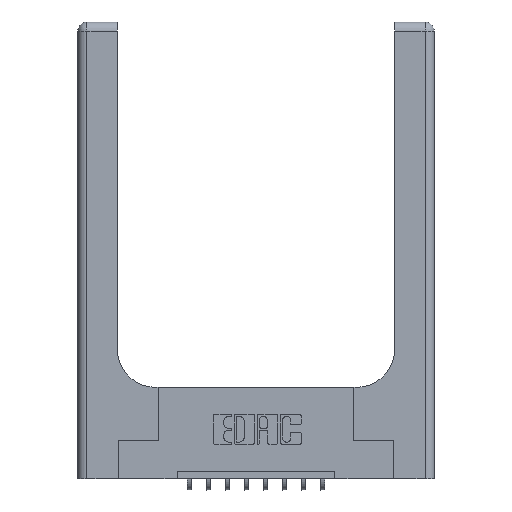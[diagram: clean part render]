
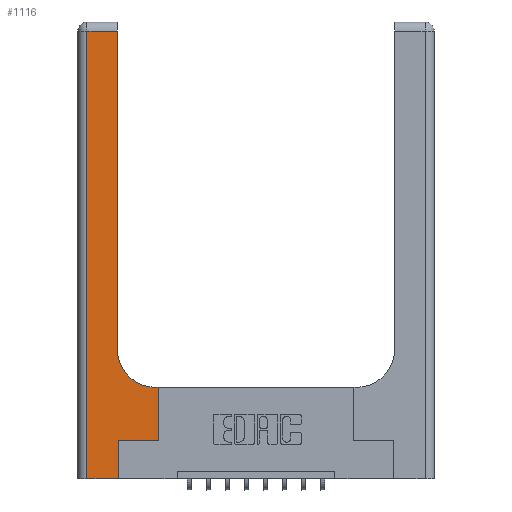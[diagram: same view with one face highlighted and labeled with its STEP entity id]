
A CAD part, top view. The second image highlights one B-rep face of the part: STEP entity #1116.
In plain terms, the highlighted planar face has unit normal (0, 0, 1).
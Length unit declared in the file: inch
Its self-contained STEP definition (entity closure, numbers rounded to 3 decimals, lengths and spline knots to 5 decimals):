
#153 = DIRECTION ( 'NONE',  ( 1., 0., 0. ) ) ;
#188 = CARTESIAN_POINT ( 'NONE',  ( 0.06, 0., 0.37 ) ) ;
#220 = VECTOR ( 'NONE', #8129, 39.37008 ) ;
#453 = DIRECTION ( 'NONE',  ( 1., 0., 0. ) ) ;
#585 = LINE ( 'NONE', #6948, #3624 ) ;
#680 = CARTESIAN_POINT ( 'NONE',  ( 0.265, 0., 0.37 ) ) ;
#799 = VERTEX_POINT ( 'NONE', #6493 ) ;
#1116 = ADVANCED_FACE ( 'NONE', ( #8588 ), #5937, .F. ) ;
#1433 = DIRECTION ( 'NONE',  ( 0., -1., 0. ) ) ;
#1708 = CARTESIAN_POINT ( 'NONE',  ( 0.51, 0.6, 0.37 ) ) ;
#1724 = EDGE_CURVE ( 'NONE', #7313, #6018, #10546, .T. ) ;
#1874 = VERTEX_POINT ( 'NONE', #3143 ) ;
#2230 = ORIENTED_EDGE ( 'NONE', *, *, #4579, .T. ) ;
#2320 = EDGE_CURVE ( 'NONE', #1874, #6753, #5677, .T. ) ;
#2453 = CARTESIAN_POINT ( 'NONE',  ( 0.06, 2.94, 0.37 ) ) ;
#2499 = CARTESIAN_POINT ( 'NONE',  ( 0., 3., 0.37 ) ) ;
#2588 = CARTESIAN_POINT ( 'NONE',  ( 0.06, 3., 0.37 ) ) ;
#2590 = ORIENTED_EDGE ( 'NONE', *, *, #2320, .T. ) ;
#2796 = VECTOR ( 'NONE', #12492, 39.37008 ) ;
#2938 = AXIS2_PLACEMENT_3D ( 'NONE', #2499, #13934, #7082 ) ;
#3143 = CARTESIAN_POINT ( 'NONE',  ( 0.265, 0.25, 0.37 ) ) ;
#3269 = EDGE_CURVE ( 'NONE', #6018, #3619, #11040, .T. ) ;
#3312 = ORIENTED_EDGE ( 'NONE', *, *, #7532, .T. ) ;
#3619 = VERTEX_POINT ( 'NONE', #2453 ) ;
#3624 = VECTOR ( 'NONE', #10425, 39.37008 ) ;
#3827 = VERTEX_POINT ( 'NONE', #1708 ) ;
#4333 = VERTEX_POINT ( 'NONE', #680 ) ;
#4579 = EDGE_CURVE ( 'NONE', #6264, #4333, #9373, .T. ) ;
#4602 = LINE ( 'NONE', #2588, #10721 ) ;
#4865 = EDGE_CURVE ( 'NONE', #4333, #1874, #11016, .T. ) ;
#4927 = VECTOR ( 'NONE', #5298, 39.37008 ) ;
#5298 = DIRECTION ( 'NONE',  ( -1., 0., 0. ) ) ;
#5677 = LINE ( 'NONE', #14207, #14781 ) ;
#5937 = PLANE ( 'NONE',  #2938 ) ;
#5964 = LINE ( 'NONE', #6967, #220 ) ;
#6018 = VERTEX_POINT ( 'NONE', #7770 ) ;
#6198 = EDGE_CURVE ( 'NONE', #6753, #799, #585, .T. ) ;
#6264 = VERTEX_POINT ( 'NONE', #188 ) ;
#6443 = CARTESIAN_POINT ( 'NONE',  ( 0., 2.94, 0.37 ) ) ;
#6493 = CARTESIAN_POINT ( 'NONE',  ( 0.528, 0.6, 0.37 ) ) ;
#6753 = VERTEX_POINT ( 'NONE', #11321 ) ;
#6948 = CARTESIAN_POINT ( 'NONE',  ( 0.528, 0.25, 0.37 ) ) ;
#6967 = CARTESIAN_POINT ( 'NONE',  ( 0.26, 0.6, 0.37 ) ) ;
#7014 = DIRECTION ( 'NONE',  ( 0., 0., -1. ) ) ;
#7082 = DIRECTION ( 'NONE',  ( -1., 0., 0. ) ) ;
#7125 = VECTOR ( 'NONE', #9651, 39.37008 ) ;
#7199 = CARTESIAN_POINT ( 'NONE',  ( 0.265, 0., 0.37 ) ) ;
#7313 = VERTEX_POINT ( 'NONE', #14567 ) ;
#7532 = EDGE_CURVE ( 'NONE', #3827, #7313, #11120, .T. ) ;
#7770 = CARTESIAN_POINT ( 'NONE',  ( 0.26, 2.94, 0.37 ) ) ;
#7866 = CARTESIAN_POINT ( 'NONE',  ( 0., 0., 0.37 ) ) ;
#7957 = VECTOR ( 'NONE', #8360, 39.37008 ) ;
#8087 = AXIS2_PLACEMENT_3D ( 'NONE', #13876, #7014, #153 ) ;
#8129 = DIRECTION ( 'NONE',  ( -1., 0., 0. ) ) ;
#8360 = DIRECTION ( 'NONE',  ( 0., 1., 0. ) ) ;
#8588 = FACE_OUTER_BOUND ( 'NONE', #13115, .T. ) ;
#8994 = EDGE_CURVE ( 'NONE', #3619, #6264, #4602, .T. ) ;
#9373 = LINE ( 'NONE', #7866, #2796 ) ;
#9651 = DIRECTION ( 'NONE',  ( 0., 1., 0. ) ) ;
#10293 = ORIENTED_EDGE ( 'NONE', *, *, #1724, .T. ) ;
#10425 = DIRECTION ( 'NONE',  ( 0., 1., 0. ) ) ;
#10546 = LINE ( 'NONE', #10703, #7125 ) ;
#10703 = CARTESIAN_POINT ( 'NONE',  ( 0.26, 3., 0.37 ) ) ;
#10721 = VECTOR ( 'NONE', #1433, 39.37008 ) ;
#11011 = ORIENTED_EDGE ( 'NONE', *, *, #3269, .T. ) ;
#11016 = LINE ( 'NONE', #7199, #7957 ) ;
#11040 = LINE ( 'NONE', #6443, #4927 ) ;
#11120 = CIRCLE ( 'NONE', #8087, 0.25 ) ;
#11321 = CARTESIAN_POINT ( 'NONE',  ( 0.528, 0.25, 0.37 ) ) ;
#11909 = EDGE_CURVE ( 'NONE', #799, #3827, #5964, .T. ) ;
#12092 = ORIENTED_EDGE ( 'NONE', *, *, #11909, .T. ) ;
#12492 = DIRECTION ( 'NONE',  ( 1., 0., 0. ) ) ;
#13115 = EDGE_LOOP ( 'NONE', ( #10293, #11011, #14021, #2230, #14388, #2590, #14730, #12092, #3312 ) ) ;
#13876 = CARTESIAN_POINT ( 'NONE',  ( 0.51, 0.85, 0.37 ) ) ;
#13934 = DIRECTION ( 'NONE',  ( 0., 0., -1. ) ) ;
#14021 = ORIENTED_EDGE ( 'NONE', *, *, #8994, .T. ) ;
#14207 = CARTESIAN_POINT ( 'NONE',  ( 0.265, 0.25, 0.37 ) ) ;
#14388 = ORIENTED_EDGE ( 'NONE', *, *, #4865, .T. ) ;
#14567 = CARTESIAN_POINT ( 'NONE',  ( 0.26, 0.85, 0.37 ) ) ;
#14730 = ORIENTED_EDGE ( 'NONE', *, *, #6198, .T. ) ;
#14781 = VECTOR ( 'NONE', #453, 39.37008 ) ;
